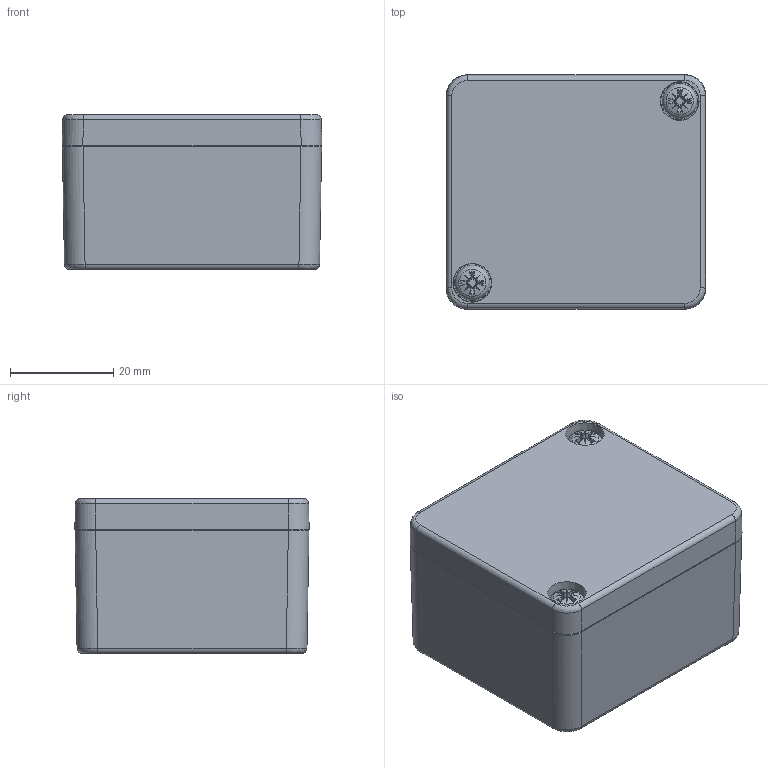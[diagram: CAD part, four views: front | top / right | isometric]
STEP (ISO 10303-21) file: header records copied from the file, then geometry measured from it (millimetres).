
FILE_DESCRIPTION((''),'2;1');
FILE_NAME('0101100100--MBA_504530_VE.stp','2014-10-20T09:52:28',('robin.rentz'),(''),'Autodesk Inventor 2012','Autodesk Inventor 2012','');
FILE_SCHEMA(('CONFIG_CONTROL_DESIGN'));
Length unit declared in the file: millimetre
Products named in the file (4): 0101100100--MBA_504530_VE; 0100100102--UT_504530_VE; 0100100101--OT_504530_VE; 1990000276 Schraube BM4x12_6
Assembly tree (4 placements, depth 2):
  0101100100--MBA_504530_VE
    0100100102--UT_504530_VE
    0100100101--OT_504530_VE
    1990000276 Schraube BM4x12_6  x2
Bounding box: 50.3 x 45.4 x 30 mm (x, y, z)
Volume: 25856.7 mm3; surface area: 21730.2 mm2
Topology: 4 solids, 4 shells, 810 faces, 2018 edges, 1264 vertices
Faces by surface type: plane 319, cylinder 195, bspline 184, cone 45, torus 42, sphere 25
Full cylindrical faces by diameter (mm): 1.8 x2, 2.459 x1, 3.242 x2, 3.3 x2, 4 x4, 4.2 x2, 4.5 x2, 5.5 x2, 6.8 x2, 7.2 x2, 10.5 x2
Entity records: 25135 total; most frequent: CARTESIAN_POINT 8405, ORIENTED_EDGE 3568, DIRECTION 3096, EDGE_CURVE 1784, VERTEX_POINT 1151, AXIS2_PLACEMENT_3D 1082, VECTOR 932, LINE 932
